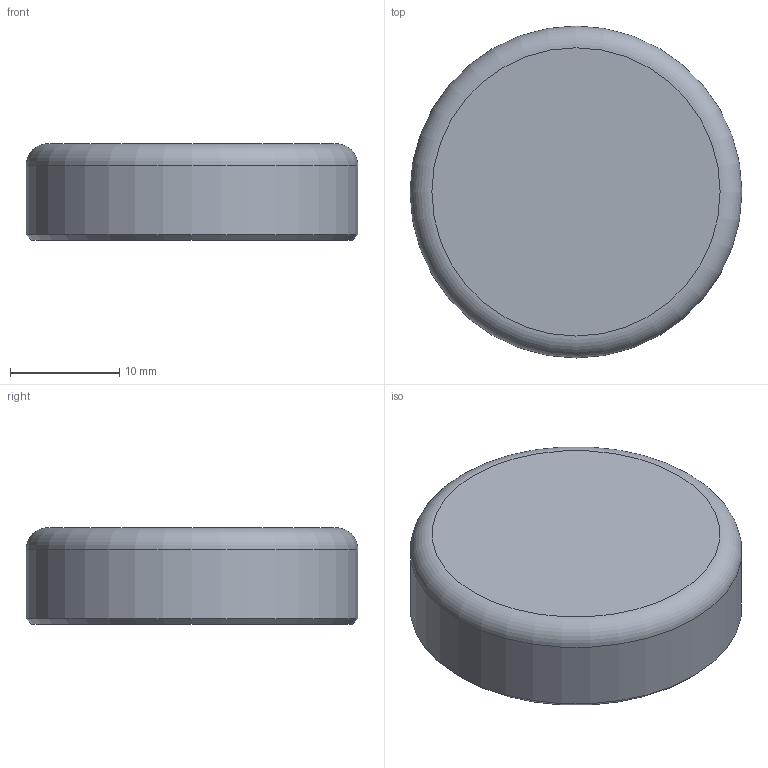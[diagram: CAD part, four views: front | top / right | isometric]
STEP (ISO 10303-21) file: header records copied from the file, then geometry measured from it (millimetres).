
FILE_DESCRIPTION(/* description */ (''),/* implementation_level */ '2;1');
FILE_NAME(/* name */ 'C30 Deckel.stp',/* time_stamp */ '2013-04-16T13:24:37+02:00',/* author */ (''),/* organization */ (''),/* preprocessor_version */ 'ST-DEVELOPER v11',/* originating_system */ 'SIEMENS PLM Software NX 7.5',/* authorisation */ '');
FILE_SCHEMA (('AUTOMOTIVE_DESIGN { 1 0 10303 214 1 1 1 1 }'));
Length unit declared in the file: millimetre
Products named in the file (1): m.ne6B38c4tg
Bounding box: 30.4 x 30.4 x 8.84 mm (x, y, z)
Volume: 2352.9 mm3; surface area: 2847.1 mm2
Topology: 1 solids, 1 shells, 55 faces, 136 edges, 86 vertices
Faces by surface type: plane 41, cylinder 7, cone 6, torus 1
Full cylindrical faces by diameter (mm): 26 x1, 28.4 x1, 30.4 x1
Entity records: 1574 total; most frequent: CARTESIAN_POINT 284, DIRECTION 260, ORIENTED_EDGE 256, EDGE_CURVE 128, LINE 92, VECTOR 92, VERTEX_POINT 84, AXIS2_PLACEMENT_3D 84
